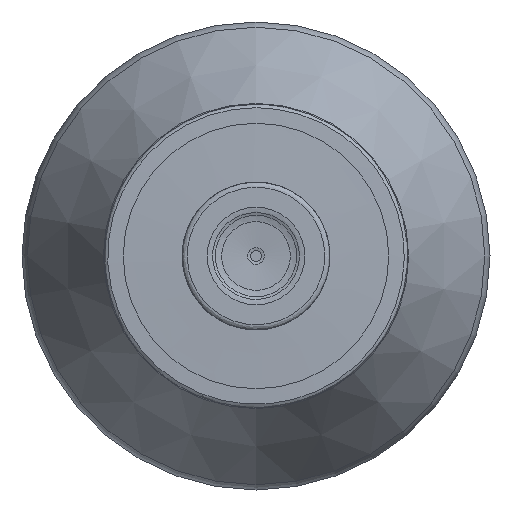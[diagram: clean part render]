
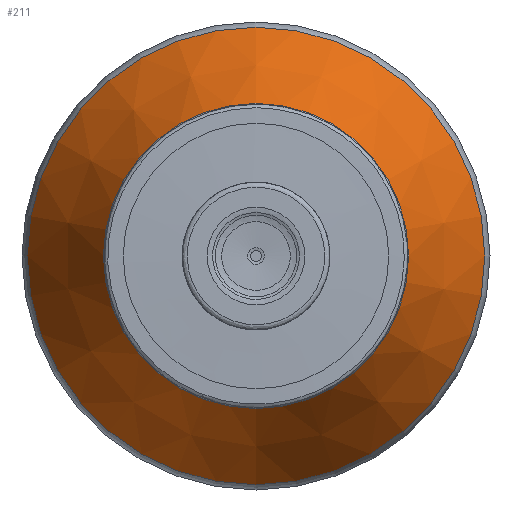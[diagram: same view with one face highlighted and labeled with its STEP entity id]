
A CAD part, left-side view. The second image highlights one B-rep face of the part: STEP entity #211.
In plain terms, the highlighted conical face has half-angle 28.437 degrees and reference radius 26.397 mm.
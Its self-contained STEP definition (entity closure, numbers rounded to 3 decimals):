
#105=CONICAL_SURFACE('',#555,26.397,28.437);
#148=FACE_BOUND('',#277,.T.);
#149=FACE_BOUND('',#278,.T.);
#211=ADVANCED_FACE('',(#148,#149),#105,.T.);
#277=EDGE_LOOP('',(#357));
#278=EDGE_LOOP('',(#358));
#357=ORIENTED_EDGE('',*,*,#463,.T.);
#358=ORIENTED_EDGE('',*,*,#462,.F.);
#422=VERTEX_POINT('',#783);
#423=VERTEX_POINT('',#786);
#462=EDGE_CURVE('',#422,#422,#502,.T.);
#463=EDGE_CURVE('',#423,#423,#503,.T.);
#502=CIRCLE('',#552,26.397);
#503=CIRCLE('',#554,17.603);
#552=AXIS2_PLACEMENT_3D('',#782,#646,#647);
#554=AXIS2_PLACEMENT_3D('',#785,#650,#651);
#555=AXIS2_PLACEMENT_3D('',#787,#652,#653);
#646=DIRECTION('',(1.,0.,0.));
#647=DIRECTION('',(0.,0.,1.));
#650=DIRECTION('',(1.,0.,0.));
#651=DIRECTION('',(0.,0.,1.));
#652=DIRECTION('',(1.,0.,0.));
#653=DIRECTION('',(0.,0.,-1.));
#782=CARTESIAN_POINT('',(127.619,0.,0.));
#783=CARTESIAN_POINT('',(127.619,0.,26.397));
#785=CARTESIAN_POINT('',(111.381,0.,0.));
#786=CARTESIAN_POINT('',(111.381,0.,17.603));
#787=CARTESIAN_POINT('',(127.619,0.,0.));
